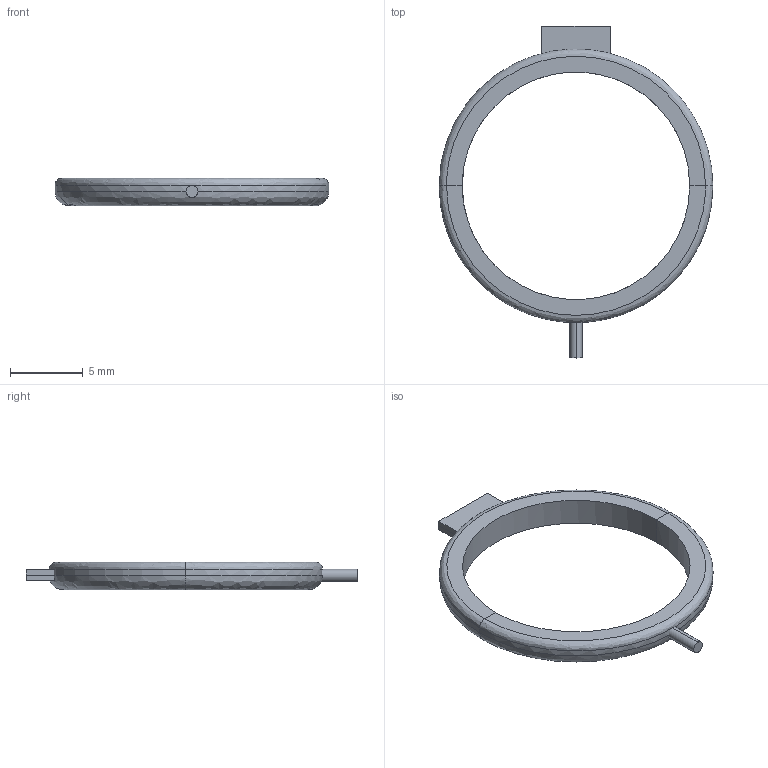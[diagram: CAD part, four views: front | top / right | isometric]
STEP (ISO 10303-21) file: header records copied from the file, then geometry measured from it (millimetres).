
FILE_DESCRIPTION(/* description */ (''),/* implementation_level */ '2;1');
FILE_NAME(/* name */ 'RINGSI~2',/* time_stamp */ '2020-09-09T12:56:05+01:00',/* author */ (''),/* organization */ (''),/* preprocessor_version */ 'ST-DEVELOPER v15',/* originating_system */ '',/* authorisation */ '');
FILE_SCHEMA (('CONFIG_CONTROL_DESIGN'));
Length unit declared in the file: millimetre
Products named in the file (1): Document
Bounding box: 18.77 x 22.76 x 1.92 mm (x, y, z)
Volume: 149.5 mm3; surface area: 381.5 mm2
Topology: 2 solids, 8 shells, 22 faces, 56 edges, 43 vertices
Faces by surface type: bspline 22
Entity records: 1330 total; most frequent: CARTESIAN_POINT 630, B_SPLINE_CURVE_WITH_KNOTS 109, ORIENTED_EDGE 84, PCURVE 84, DEFINITIONAL_REPRESENTATION 84, SURFACE_CURVE 54, EDGE_CURVE 54, VERTEX_POINT 40
